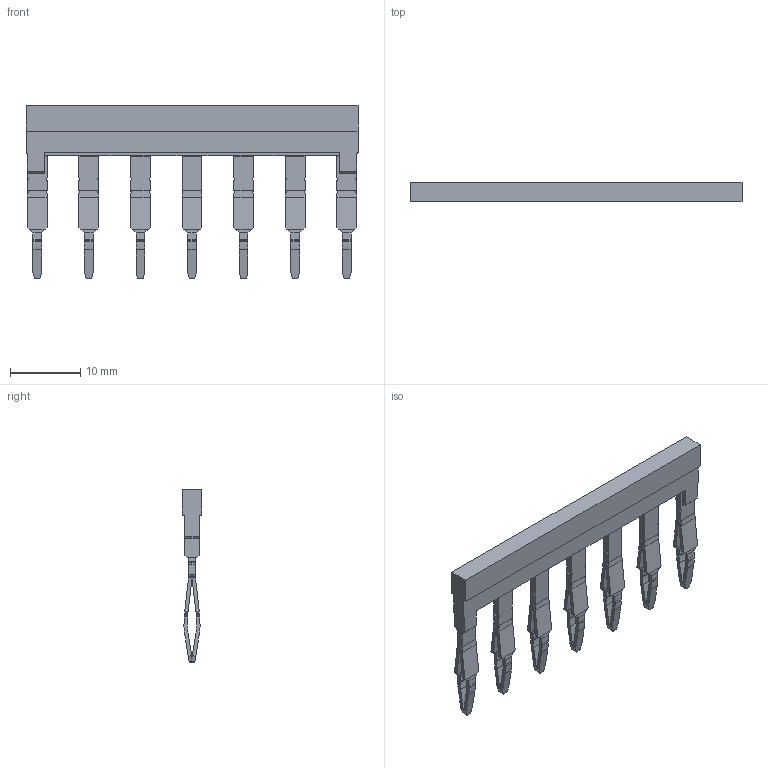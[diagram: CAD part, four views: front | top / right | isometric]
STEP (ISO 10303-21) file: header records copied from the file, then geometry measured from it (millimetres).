
FILE_DESCRIPTION(('CATIA V5 STEP Exchange','CAx-IF Rec.Pracs.--- Model Styling and Organization---1.4--- 2014-01-23'),'2;1');
FILE_NAME ('1175005-3_0_2709770000_2709770000.stp','2020-10-21T08:18:07+00:00',('none'),('Weidmueller'),'CATIA Version 5-6 Release 2016 SP3 HF44','CATIA V5 STEP AP214','none');
FILE_SCHEMA(('AUTOMOTIVE_DESIGN { 1 0 10303 214 1 1 1 1 }'));
Length unit declared in the file: millimetre
Products named in the file (1): 2709770000
Bounding box: 47.3 x 2.8 x 24.72 mm (x, y, z)
Volume: 1166.1 mm3; surface area: 2969.7 mm2
Topology: 2 solids, 2 shells, 747 faces, 2085 edges, 1316 vertices
Faces by surface type: plane 479, cylinder 184, bspline 84
Entity records: 23783 total; most frequent: CARTESIAN_POINT 6869, ORIENTED_EDGE 4170, DIRECTION 2421, EDGE_CURVE 2085, VECTOR 1381, LINE 1381, VERTEX_POINT 1316, EDGE_LOOP 773
